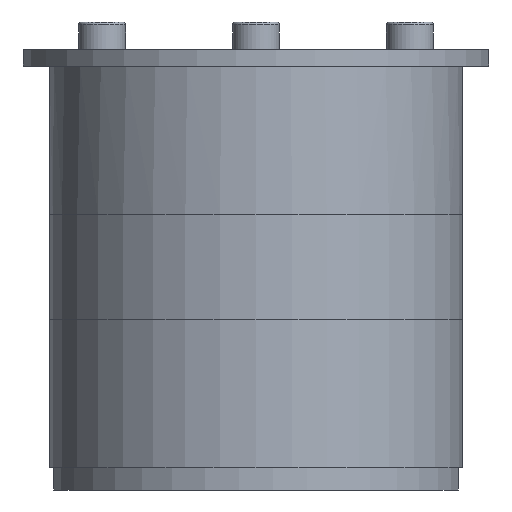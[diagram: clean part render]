
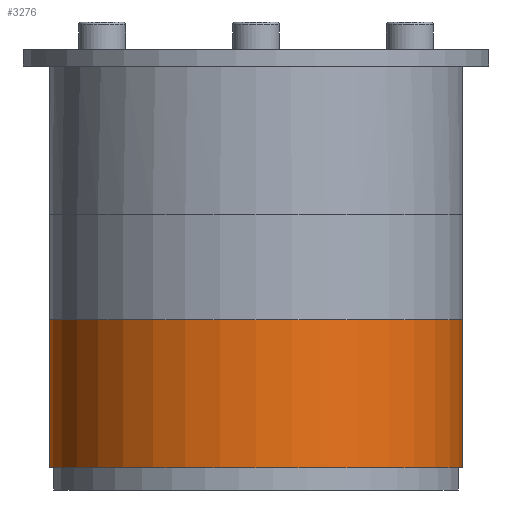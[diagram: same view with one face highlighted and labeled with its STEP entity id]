
A CAD part, front view. The second image highlights one B-rep face of the part: STEP entity #3276.
In plain terms, the highlighted cylindrical face has radius 37.5 mm (diameter 75 mm), a partial arc.
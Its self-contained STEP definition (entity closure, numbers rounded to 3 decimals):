
#142=LINE('',#5099,#364);
#143=LINE('',#5102,#365);
#364=VECTOR('',#4085,10.);
#365=VECTOR('',#4088,10.);
#546=CYLINDRICAL_SURFACE('',#3536,37.5);
#621=FACE_OUTER_BOUND('',#816,.T.);
#816=EDGE_LOOP('',(#2124,#2125,#2126,#2127));
#986=CIRCLE('',#3460,37.5);
#1028=CIRCLE('',#3537,37.5);
#1200=VERTEX_POINT('',#4909);
#1201=VERTEX_POINT('',#4910);
#1262=VERTEX_POINT('',#5098);
#1263=VERTEX_POINT('',#5100);
#1502=EDGE_CURVE('',#1200,#1201,#986,.T.);
#1594=EDGE_CURVE('',#1262,#1201,#142,.T.);
#1595=EDGE_CURVE('',#1262,#1263,#1028,.T.);
#1596=EDGE_CURVE('',#1200,#1263,#143,.T.);
#2124=ORIENTED_EDGE('',*,*,#1502,.T.);
#2125=ORIENTED_EDGE('',*,*,#1594,.F.);
#2126=ORIENTED_EDGE('',*,*,#1595,.T.);
#2127=ORIENTED_EDGE('',*,*,#1596,.F.);
#3276=ADVANCED_FACE('',(#621),#546,.T.);
#3460=AXIS2_PLACEMENT_3D('',#4911,#3881,#3882);
#3536=AXIS2_PLACEMENT_3D('',#5097,#4083,#4084);
#3537=AXIS2_PLACEMENT_3D('',#5101,#4086,#4087);
#3881=DIRECTION('center_axis',(0.,0.,
-1.));
#3882=DIRECTION('ref_axis',(-1.,0.013,0.));
#4083=DIRECTION('center_axis',(0.,0.,1.));
#4084=DIRECTION('ref_axis',(0.,-1.,0.));
#4085=DIRECTION('',(0.,0.,1.));
#4086=DIRECTION('center_axis',(0.,0.,1.));
#4087=DIRECTION('ref_axis',(-1.,0.013,0.));
#4088=DIRECTION('',(0.,0.,-1.));
#4909=CARTESIAN_POINT('',(37.5,0.,-46.05));
#4910=CARTESIAN_POINT('',(-37.5,0.,-46.05));
#4911=CARTESIAN_POINT('Origin',(0.,0.,
-46.05));
#5097=CARTESIAN_POINT('Origin',(0.,0.,
-36.5));
#5098=CARTESIAN_POINT('',(-37.5,0.,-73.));
#5099=CARTESIAN_POINT('',(-37.5,0.,-36.5));
#5100=CARTESIAN_POINT('',(37.5,0.,-73.));
#5101=CARTESIAN_POINT('Origin',(0.,0.,
-73.));
#5102=CARTESIAN_POINT('',(37.5,0.,-36.5));
